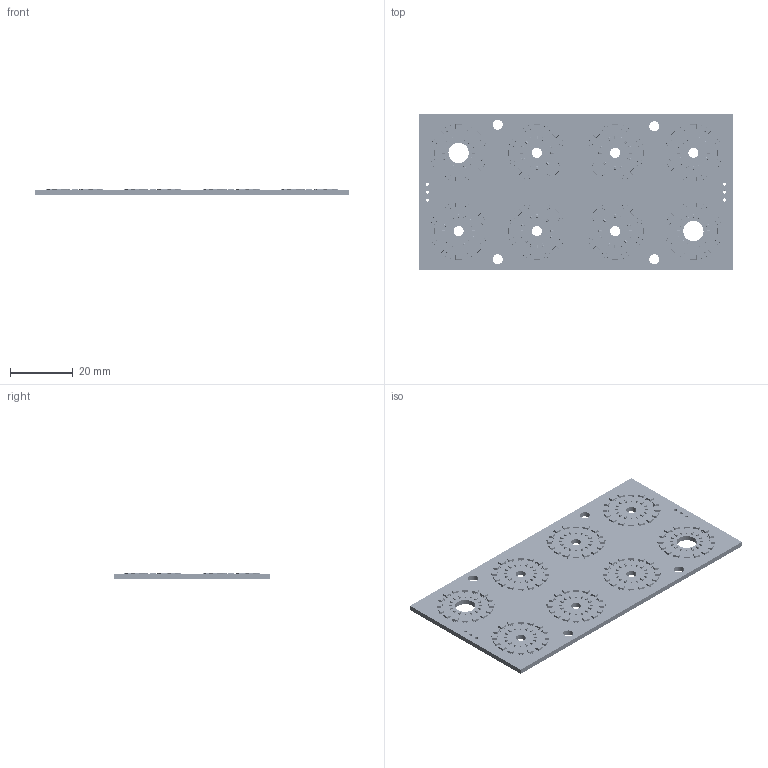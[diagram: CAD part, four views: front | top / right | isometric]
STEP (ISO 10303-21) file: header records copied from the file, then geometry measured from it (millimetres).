
FILE_DESCRIPTION(('KiCad electronic assembly'),'2;1');
FILE_NAME('led ring.step','2023-02-17T00:36:04',('Pcbnew'),('Kicad'), 'Open CASCADE STEP processor 7.6','KiCad to STEP converter','Unknown' );
FILE_SCHEMA(('AUTOMOTIVE_DESIGN { 1 0 10303 214 1 1 1 1 }'));
Length unit declared in the file: millimetre
Products named in the file (6): led ring 1; CL05B104KO5NNNC; COMPOUND; WS2812-2020; SOLID; Led_Ring_RGB PCB
Assembly tree (259 placements, depth 3):
  led ring 1
    CL05B104KO5NNNC  x128
      COMPOUND
    WS2812-2020  x128
      SOLID
    Led_Ring_RGB PCB
Bounding box: 100 x 50 x 2.21 mm (x, y, z)
Volume: 8126.2 mm3; surface area: 13557.5 mm2
Topology: 513 solids, 513 shells, 14616 faces, 36162 edges, 22060 vertices
Faces by surface type: plane 9606, cylinder 3986, sphere 1024
Full cylindrical faces by diameter (mm): 1 x6, 3.2 x10, 6.5 x2
Entity records: 11318 total; most frequent: CARTESIAN_POINT 2014, DIRECTION 1827, LINE 811, VECTOR 811, ORIENTED_EDGE 680, PCURVE 680, DEFINITIONAL_REPRESENTATION 680, AXIS2_PLACEMENT_3D 497
